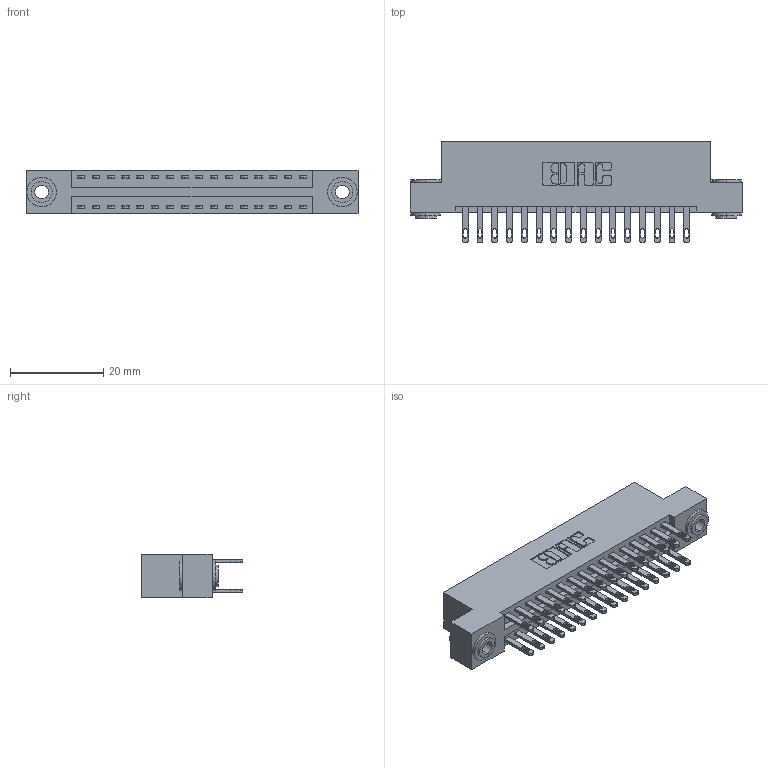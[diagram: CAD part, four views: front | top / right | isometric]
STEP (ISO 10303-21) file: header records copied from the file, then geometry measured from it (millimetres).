
FILE_DESCRIPTION (( 'STEP AP203' ), '1' );
FILE_NAME ('346-032-500-203.STEP', '2022-05-19T17:20:35', ( '' ), ( '' ), 'SwSTEP 2.0', 'SolidWorks 2020', '' );
FILE_SCHEMA (( 'CONFIG_CONTROL_DESIGN' ));
Length unit declared in the file: inch
Products named in the file (4): 345-250-002_345-250-002-102; 345-292-001_345-293-100; 346 Part_Flush Mounting Lugs - 0.156 Dia-TH; 346-032-500-203
Assembly tree (35 placements, depth 2):
  346-032-500-203
    346 Part_Flush Mounting Lugs - 0.156 Dia-TH
    345-292-001_345-293-100  x32
    345-250-002_345-250-002-102  x2
Bounding box: 71.37 x 21.84 x 9.4 mm (x, y, z)
Volume: 6857 mm3; surface area: 9600.4 mm2
Topology: 35 solids, 35 shells, 1710 faces, 5145 edges, 3426 vertices
Faces by surface type: plane 1028, cylinder 674, cone 8
Entity records: 14938 total; most frequent: CARTESIAN_POINT 2477, ORIENTED_EDGE 2402, DIRECTION 2267, EDGE_CURVE 1201, LINE 977, VECTOR 977, VERTEX_POINT 798, AXIS2_PLACEMENT_3D 645
